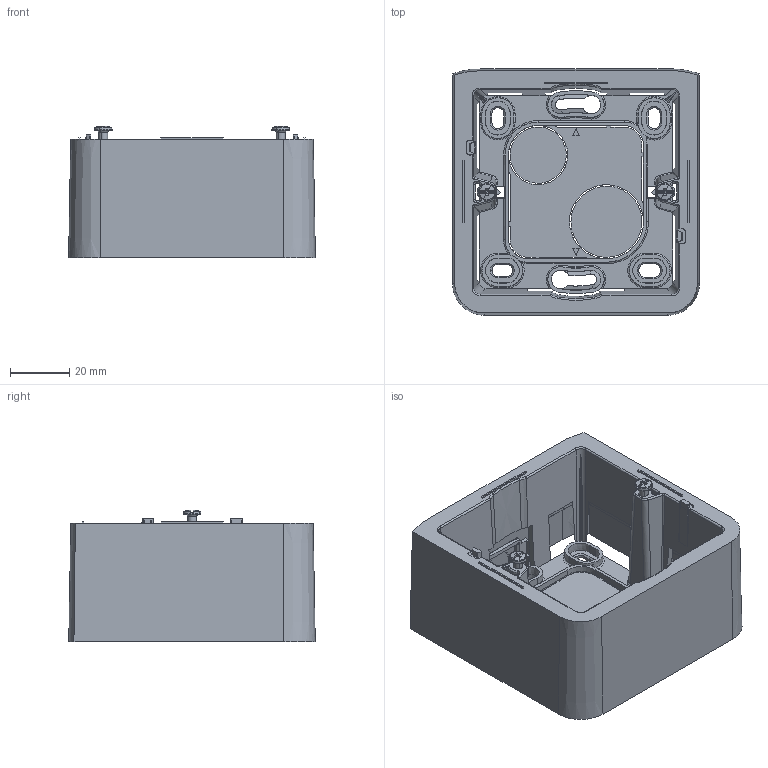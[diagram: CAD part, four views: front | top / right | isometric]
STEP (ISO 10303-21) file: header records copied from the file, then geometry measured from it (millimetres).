
FILE_DESCRIPTION(('CATIA V5 STEP Exchange','CAx-IF Rec.Pracs.--- Model Styling and Organization---1.4--- 2014-01-23'),'2;1');
FILE_NAME('080281-ASS-3.stp','2021-01-22T13:44:42+00:00',('none'),('none'),'CATIA Version 5-6 Release 2017 SP5','CATIA V5 STEP AP214','none');
FILE_SCHEMA(('AUTOMOTIVE_DESIGN { 1 0 10303 214 1 1 1 1 }'));
Length unit declared in the file: millimetre
Products named in the file (4): 080281 ; 0020228; 0046338; 0097E07-MOD-4
Assembly tree (4 placements, depth 2):
  080281 
    0020228
    0046338
    0097E07-MOD-4  x2
Bounding box: 83.4 x 83.31 x 44.48 mm (x, y, z)
Volume: 50372.3 mm3; surface area: 59102.7 mm2
Topology: 4 solids, 4 shells, 944 faces, 2799 edges, 1831 vertices
Faces by surface type: plane 522, cone 166, cylinder 139, bspline 61, torus 38, extrusion 14, sphere 3, revolution 1
Entity records: 33453 total; most frequent: CARTESIAN_POINT 11690, ORIENTED_EDGE 5372, DIRECTION 3135, EDGE_CURVE 2686, VERTEX_POINT 1762, VECTOR 1410, LINE 1396, AXIS2_PLACEMENT_3D 1056
